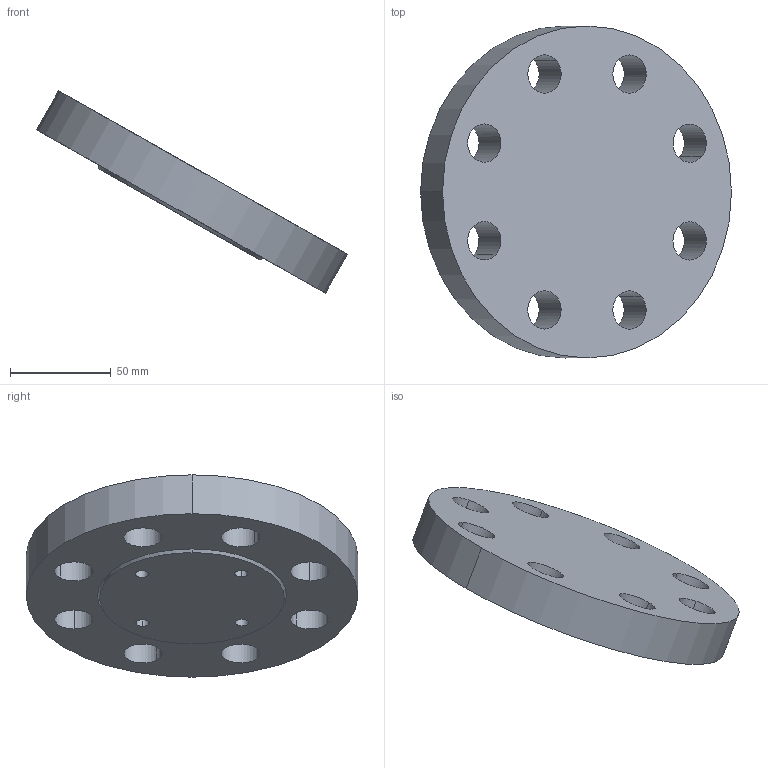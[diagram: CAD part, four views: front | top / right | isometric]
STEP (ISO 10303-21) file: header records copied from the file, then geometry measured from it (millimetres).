
FILE_DESCRIPTION(('CoCreate Modeling STEP Export'),'2;1');
FILE_NAME('s24.stp','2011-05-24T10:55:02',(''),(''),'CoCreate Modeling STEP processor for AP214 (Solid Model)','CoCreate Modeling 18.0P1120 20-Nov-2010 (C) Parametric Technology GmbH','');
FILE_SCHEMA(('AUTOMOTIVE_DESIGN { 1 0 10303 214 1 1 1 1 }'));
Length unit declared in the file: millimetre
Products named in the file (2): 371_BLIND_FLANGE.PRT
Assembly tree (1 placements, depth 2):
  371_BLIND_FLANGE.PRT
    371_BLIND_FLANGE.PRT
Bounding box: 154.63 x 165.1 x 100.62 mm (x, y, z)
Volume: 432929.9 mm3; surface area: 62196.5 mm2
Topology: 1 solids, 1 shells, 47 faces, 116 edges, 68 vertices
Faces by surface type: cylinder 34, cone 10, plane 3
Entity records: 1643 total; most frequent: ORIENTED_EDGE 216, DIRECTION 206, CARTESIAN_POINT 193, EDGE_CURVE 108, AXIS2_PLACEMENT_3D 81, VERTEX_POINT 68, EDGE_LOOP 68, COLOUR_RGB 48
